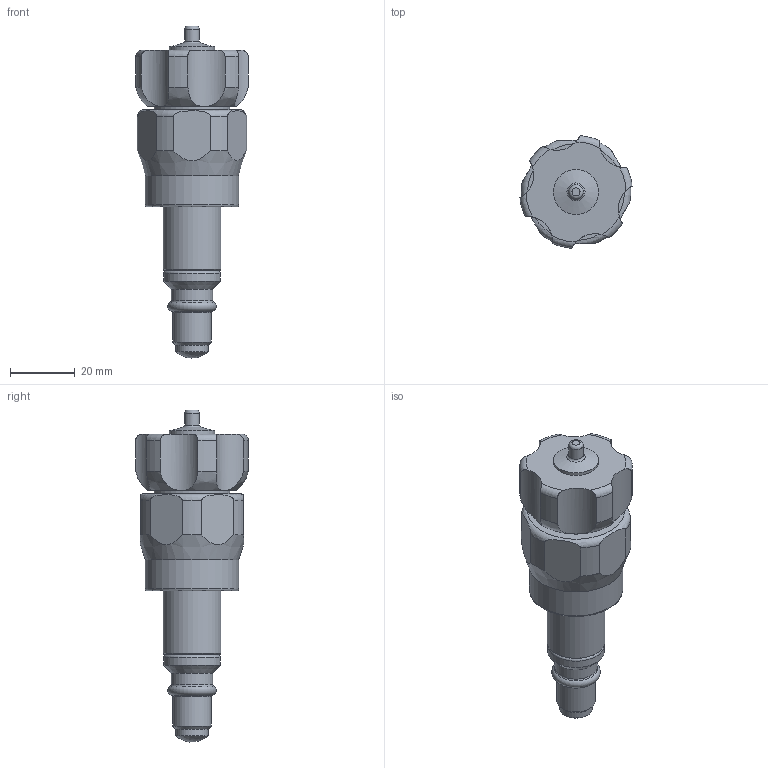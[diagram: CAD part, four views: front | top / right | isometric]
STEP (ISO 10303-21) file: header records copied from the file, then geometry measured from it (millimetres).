
FILE_DESCRIPTION(/* description */ (''),/* implementation_level */ '2;1');
FILE_NAME(/* name */ '600048E_Simplify.stp',/* time_stamp */ '2022-08-01T10:18:29+02:00',/* author */ ('mbs'),/* organization */ (''),/* preprocessor_version */ 'ST-DEVELOPER v18.1',/* originating_system */ 'Autodesk Inventor 2022',/* authorisation */ '');
FILE_SCHEMA (('AUTOMOTIVE_DESIGN { 1 0 10303 214 3 1 1 }'));
Length unit declared in the file: millimetre
Products named in the file (1): 600048E
Bounding box: 34.82 x 34.91 x 102.96 mm (x, y, z)
Volume: 45846 mm3; surface area: 9501.4 mm2
Topology: 1 solids, 1 shells, 241 faces, 685 edges, 452 vertices
Faces by surface type: plane 97, bspline 96, cylinder 27, torus 15, cone 5, sphere 1
Full cylindrical faces by diameter (mm): 4.5 x1, 10 x1, 12 x1, 12.9 x1, 14 x1, 17.5 x1, 18 x1, 23.6 x1, 29 x1
Entity records: 9070 total; most frequent: CARTESIAN_POINT 3053, ORIENTED_EDGE 1370, DIRECTION 848, EDGE_CURVE 685, VERTEX_POINT 452, LINE 380, VECTOR 380, EDGE_LOOP 285
